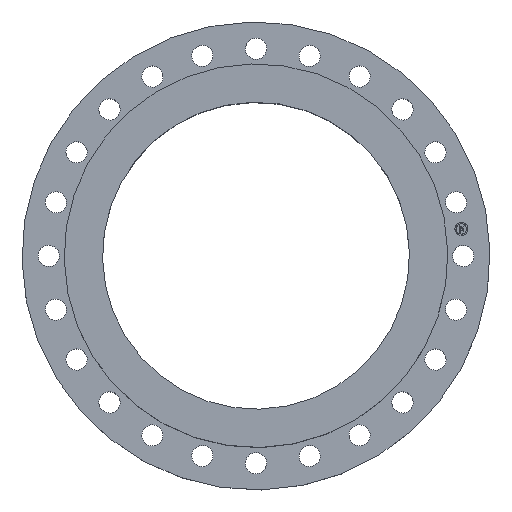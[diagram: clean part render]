
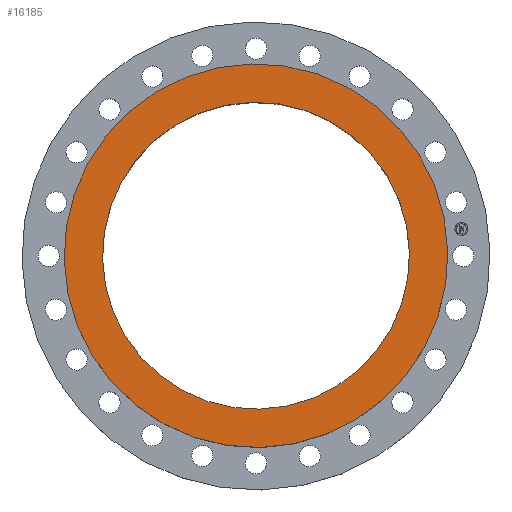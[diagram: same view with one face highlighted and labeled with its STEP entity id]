
A CAD part, top view. The second image highlights one B-rep face of the part: STEP entity #16185.
In plain terms, the highlighted planar face has unit normal (0, 0, 1).
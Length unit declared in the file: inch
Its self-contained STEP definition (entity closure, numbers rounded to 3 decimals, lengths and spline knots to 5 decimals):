
#5381=AXIS2_PLACEMENT_3D('Circle Axis2P3D',#5379,#5380,$) ;
#5400=AXIS2_PLACEMENT_3D('Circle Axis2P3D',#5398,#5399,$) ;
#16161=AXIS2_PLACEMENT_3D('Plane Axis2P3D',#16158,#16159,#16160) ;
#16169=AXIS2_PLACEMENT_3D('Circle Axis2P3D',#16167,#16168,$) ;
#16178=AXIS2_PLACEMENT_3D('Circle Axis2P3D',#16176,#16177,$) ;
#5376=CARTESIAN_POINT('Vertex',(5.99282,10.96978,11.9375)) ;
#5379=CARTESIAN_POINT('Axis2P3D Location',(0.,0.,11.9375)) ;
#5383=CARTESIAN_POINT('Vertex',(-5.99282,-10.96978,11.9375)) ;
#5398=CARTESIAN_POINT('Axis2P3D Location',(0.,0.,11.9375)) ;
#16158=CARTESIAN_POINT('Axis2P3D Location',(0.,12.5,11.9375)) ;
#16167=CARTESIAN_POINT('Axis2P3D Location',(0.,0.,11.9375)) ;
#16171=CARTESIAN_POINT('Vertex',(-4.79426,-8.77583,11.9375)) ;
#16173=CARTESIAN_POINT('Vertex',(4.79426,8.77583,11.9375)) ;
#16176=CARTESIAN_POINT('Axis2P3D Location',(0.,0.,11.9375)) ;
#5380=DIRECTION('Axis2P3D Direction',(0.,0.,-0.039)) ;
#5399=DIRECTION('Axis2P3D Direction',(0.,0.,-0.039)) ;
#16159=DIRECTION('Axis2P3D Direction',(0.,0.,-0.039)) ;
#16160=DIRECTION('Axis2P3D XDirection',(0.039,0.,0.)) ;
#16168=DIRECTION('Axis2P3D Direction',(0.,0.,-0.039)) ;
#16177=DIRECTION('Axis2P3D Direction',(0.,0.,-0.039)) ;
#16164=ORIENTED_EDGE('',*,*,#5385,.F.) ;
#16165=ORIENTED_EDGE('',*,*,#5402,.F.) ;
#16182=ORIENTED_EDGE('',*,*,#16175,.T.) ;
#16183=ORIENTED_EDGE('',*,*,#16180,.T.) ;
#16184=FACE_BOUND('',#16181,.T.) ;
#16185=ADVANCED_FACE('PartBody',(#16166,#16184),#16162,.F.) ;
#5382=CIRCLE('generated circle',#5381,12.5) ;
#5401=CIRCLE('generated circle',#5400,12.5) ;
#16170=CIRCLE('generated circle',#16169,10.) ;
#16179=CIRCLE('generated circle',#16178,10.) ;
#5385=EDGE_CURVE('',#5377,#5384,#5382,.T.) ;
#5402=EDGE_CURVE('',#5384,#5377,#5401,.T.) ;
#16175=EDGE_CURVE('',#16172,#16174,#16170,.T.) ;
#16180=EDGE_CURVE('',#16174,#16172,#16179,.T.) ;
#16163=EDGE_LOOP('',(#16164,#16165)) ;
#16181=EDGE_LOOP('',(#16182,#16183)) ;
#16166=FACE_OUTER_BOUND('',#16163,.T.) ;
#16162=PLANE('',#16161) ;
#5377=VERTEX_POINT('',#5376) ;
#5384=VERTEX_POINT('',#5383) ;
#16172=VERTEX_POINT('',#16171) ;
#16174=VERTEX_POINT('',#16173) ;
